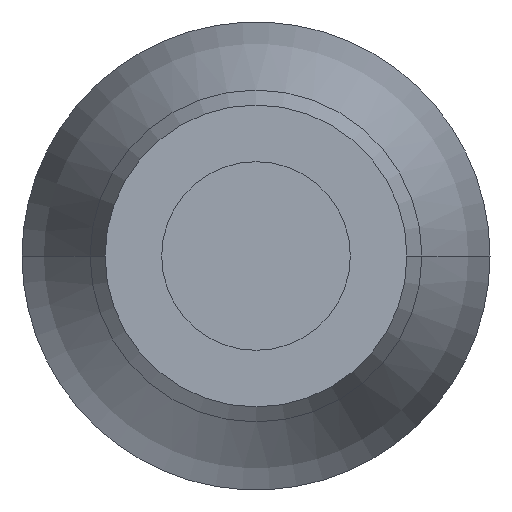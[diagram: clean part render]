
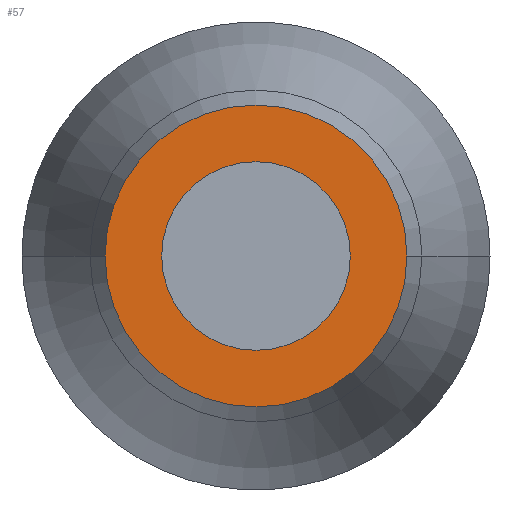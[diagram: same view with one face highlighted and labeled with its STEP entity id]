
A CAD part, left-side view. The second image highlights one B-rep face of the part: STEP entity #57.
In plain terms, the highlighted planar face has unit normal (-1, 0, 0).
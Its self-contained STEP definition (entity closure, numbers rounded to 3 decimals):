
#57=ADVANCED_FACE('',(#112,#113),#114,.T.);
#112=FACE_OUTER_BOUND('',#163,.T.);
#113=FACE_BOUND('',#164,.T.);
#114=PLANE('',#165);
#163=EDGE_LOOP('',(#250,#251));
#164=EDGE_LOOP('',(#252,#253));
#165=AXIS2_PLACEMENT_3D('',#254,#255,#256);
#250=ORIENTED_EDGE('',*,*,#310,.F.);
#251=ORIENTED_EDGE('',*,*,#323,.F.);
#252=ORIENTED_EDGE('',*,*,#317,.T.);
#253=ORIENTED_EDGE('',*,*,#321,.T.);
#254=CARTESIAN_POINT('',(0.,6.5,0.));
#255=DIRECTION('',(-1.0,0.0,0.0));
#256=DIRECTION('',(0.0,-1.0,0.));
#310=EDGE_CURVE('',#359,#361,#362,.T.);
#317=EDGE_CURVE('',#367,#371,#373,.T.);
#321=EDGE_CURVE('',#371,#367,#377,.T.);
#323=EDGE_CURVE('',#361,#359,#379,.T.);
#359=VERTEX_POINT('',#415);
#361=VERTEX_POINT('',#418);
#362=CIRCLE('',#419,8.0);
#367=VERTEX_POINT('',#425);
#371=VERTEX_POINT('',#430);
#373=CIRCLE('',#433,5.0);
#377=CIRCLE('',#437,5.0);
#379=CIRCLE('',#439,8.0);
#415=CARTESIAN_POINT('',(0.,8.,0.));
#418=CARTESIAN_POINT('',(0.,-8.,0.));
#419=AXIS2_PLACEMENT_3D('',#489,#490,#491);
#425=CARTESIAN_POINT('',(0.,5.,0.));
#430=CARTESIAN_POINT('',(0.,-5.,0.));
#433=AXIS2_PLACEMENT_3D('',#501,#502,#503);
#437=AXIS2_PLACEMENT_3D('',#507,#508,#509);
#439=AXIS2_PLACEMENT_3D('',#510,#511,#512);
#489=CARTESIAN_POINT('',(0.,0.,0.));
#490=DIRECTION('',(1.0,0.0,-0.0));
#491=DIRECTION('',(0.0,1.0,0.));
#501=CARTESIAN_POINT('',(0.,0.,0.));
#502=DIRECTION('',(1.0,0.0,-0.0));
#503=DIRECTION('',(0.0,1.0,0.));
#507=CARTESIAN_POINT('',(0.,0.,0.));
#508=DIRECTION('',(1.0,0.0,-0.0));
#509=DIRECTION('',(0.0,1.0,0.));
#510=CARTESIAN_POINT('',(0.,0.,0.));
#511=DIRECTION('',(1.0,0.0,-0.0));
#512=DIRECTION('',(0.0,1.0,0.));
